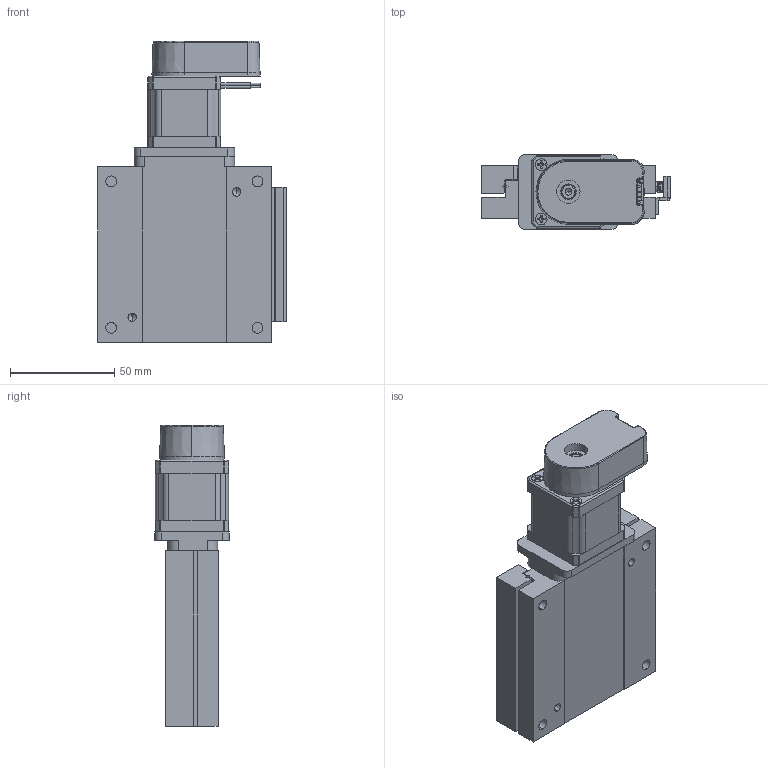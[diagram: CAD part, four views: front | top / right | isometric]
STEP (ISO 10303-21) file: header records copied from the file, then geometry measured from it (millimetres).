
FILE_DESCRIPTION (( 'STEP AP214' ), '1' );
FILE_NAME ('nPS70-XXXS25.STEP', '2021-11-04T22:34:14', ( '' ), ( '' ), 'SwSTEP 2.0', 'SolidWorks 2021', '' );
FILE_SCHEMA (( 'AUTOMOTIVE_DESIGN' ));
Length unit declared in the file: millimetre
Products named in the file (6): nPS70-XXXS25 - SENSOR PCB_MAX; nPS70-XXXS25 - SENSORS_BASE PLATE HOLES TAPPED; nPS70-XXXS25 - SENSOR PCB_MIN; nPS70-XXXS25 - BASE; nPS70-XXXS25; nPS70-XXXS25 - CARRIAGE_BASE PLATE HOLES TAPPED
Assembly tree (5 placements, depth 2):
  nPS70-XXXS25
    nPS70-XXXS25 - BASE
    nPS70-XXXS25 - CARRIAGE_BASE PLATE HOLES TAPPED
    nPS70-XXXS25 - SENSORS_BASE PLATE HOLES TAPPED
    nPS70-XXXS25 - SENSOR PCB_MIN
    nPS70-XXXS25 - SENSOR PCB_MAX
Bounding box: 90.28 x 35.56 x 144.09 mm (x, y, z)
Volume: 214365.3 mm3; surface area: 65022.9 mm2
Topology: 5 solids, 5 shells, 1344 faces, 3500 edges, 2212 vertices
Faces by surface type: plane 880, cylinder 307, cone 74, bspline 64, sphere 10, torus 9
Entity records: 57426 total; most frequent: CARTESIAN_POINT 10411, ORIENTED_EDGE 6932, DIRECTION 6529, EDGE_CURVE 3466, VECTOR 2549, LINE 2549, VERTEX_POINT 2212, AXIS2_PLACEMENT_3D 1990
